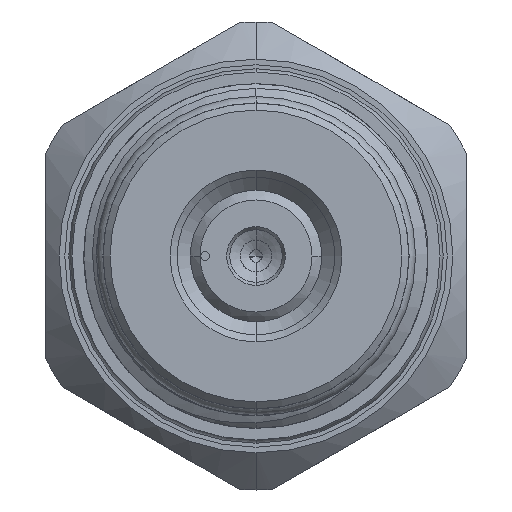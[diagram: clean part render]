
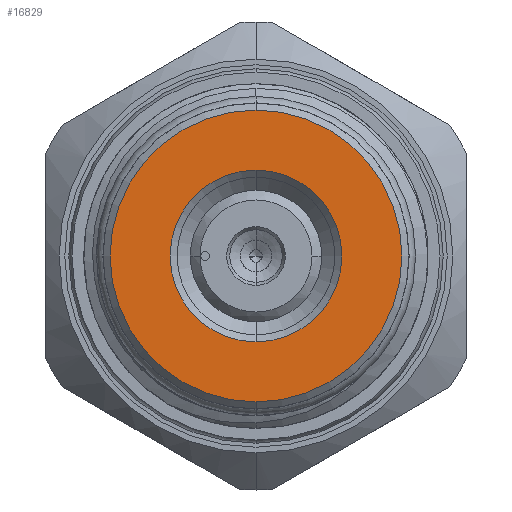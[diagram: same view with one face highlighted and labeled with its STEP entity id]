
A CAD part, left-side view. The second image highlights one B-rep face of the part: STEP entity #16829.
In plain terms, the highlighted planar face has unit normal (-1, 0, 0).
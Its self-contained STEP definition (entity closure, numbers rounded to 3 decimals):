
#28 = DIRECTION ( 'NONE',  ( 1., 0., 0. ) ) ;
#644 = DIRECTION ( 'NONE',  ( -1., 0., 0. ) ) ;
#1732 = AXIS2_PLACEMENT_3D ( 'NONE', #15483, #28, #2371 ) ;
#1932 = CIRCLE ( 'NONE', #14117, 4.9 ) ;
#2089 = VERTEX_POINT ( 'NONE', #14846 ) ;
#2288 = EDGE_CURVE ( 'NONE', #24890, #2089, #25336, .T. ) ;
#2371 = DIRECTION ( 'NONE',  ( 0., 0., -1. ) ) ;
#3696 = CIRCLE ( 'NONE', #11334, 4.9 ) ;
#4439 = DIRECTION ( 'NONE',  ( 0., 0., 1. ) ) ;
#5180 = FACE_BOUND ( 'NONE', #25867, .T. ) ;
#8042 = AXIS2_PLACEMENT_3D ( 'NONE', #26407, #17754, #4439 ) ;
#9345 = DIRECTION ( 'NONE',  ( 1., 0., 0. ) ) ;
#9941 = CARTESIAN_POINT ( 'NONE',  ( -38.754, 0., 4.9 ) ) ;
#10028 = VERTEX_POINT ( 'NONE', #9941 ) ;
#10661 = ORIENTED_EDGE ( 'NONE', *, *, #2288, .T. ) ;
#11334 = AXIS2_PLACEMENT_3D ( 'NONE', #20589, #9345, #20310 ) ;
#12021 = CARTESIAN_POINT ( 'NONE',  ( -38.754, 0., 0. ) ) ;
#12294 = EDGE_LOOP ( 'NONE', ( #26749, #10661 ) ) ;
#13958 = DIRECTION ( 'NONE',  ( 0., 0., 1. ) ) ;
#14054 = CARTESIAN_POINT ( 'NONE',  ( -38.754, 0., -4.9 ) ) ;
#14117 = AXIS2_PLACEMENT_3D ( 'NONE', #24410, #26626, #24206 ) ;
#14846 = CARTESIAN_POINT ( 'NONE',  ( -38.754, 0., -8.325 ) ) ;
#15483 = CARTESIAN_POINT ( 'NONE',  ( -38.754, 0., 0. ) ) ;
#16829 = ADVANCED_FACE ( 'NONE', ( #5180, #24316 ), #25997, .F. ) ;
#17754 = DIRECTION ( 'NONE',  ( -1., 0., 0. ) ) ;
#20091 = EDGE_CURVE ( 'NONE', #25673, #10028, #3696, .T. ) ;
#20310 = DIRECTION ( 'NONE',  ( 0., 0., -1. ) ) ;
#20589 = CARTESIAN_POINT ( 'NONE',  ( -38.754, 0., 0. ) ) ;
#21308 = EDGE_CURVE ( 'NONE', #10028, #25673, #1932, .T. ) ;
#21723 = CIRCLE ( 'NONE', #24024, 8.325 ) ;
#22019 = EDGE_CURVE ( 'NONE', #2089, #24890, #21723, .T. ) ;
#22899 = ORIENTED_EDGE ( 'NONE', *, *, #21308, .T. ) ;
#23258 = CARTESIAN_POINT ( 'NONE',  ( -38.754, 0., 8.325 ) ) ;
#24024 = AXIS2_PLACEMENT_3D ( 'NONE', #12021, #644, #13958 ) ;
#24206 = DIRECTION ( 'NONE',  ( 0., 0., -1. ) ) ;
#24316 = FACE_OUTER_BOUND ( 'NONE', #12294, .T. ) ;
#24410 = CARTESIAN_POINT ( 'NONE',  ( -38.754, 0., 0. ) ) ;
#24890 = VERTEX_POINT ( 'NONE', #23258 ) ;
#25336 = CIRCLE ( 'NONE', #8042, 8.325 ) ;
#25673 = VERTEX_POINT ( 'NONE', #14054 ) ;
#25867 = EDGE_LOOP ( 'NONE', ( #22899, #26091 ) ) ;
#25997 = PLANE ( 'NONE',  #1732 ) ;
#26091 = ORIENTED_EDGE ( 'NONE', *, *, #20091, .T. ) ;
#26407 = CARTESIAN_POINT ( 'NONE',  ( -38.754, 0., 0. ) ) ;
#26626 = DIRECTION ( 'NONE',  ( 1., 0., 0. ) ) ;
#26749 = ORIENTED_EDGE ( 'NONE', *, *, #22019, .T. ) ;
